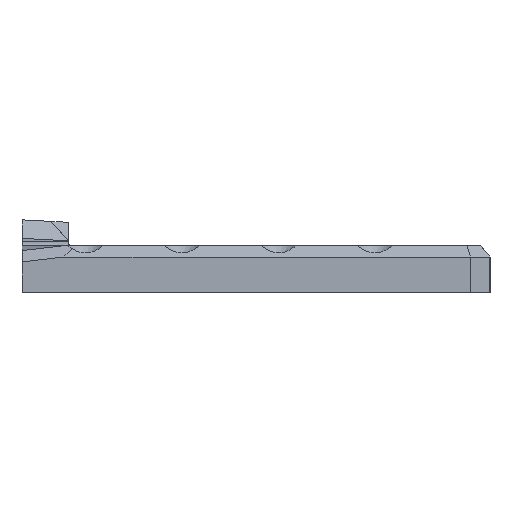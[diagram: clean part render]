
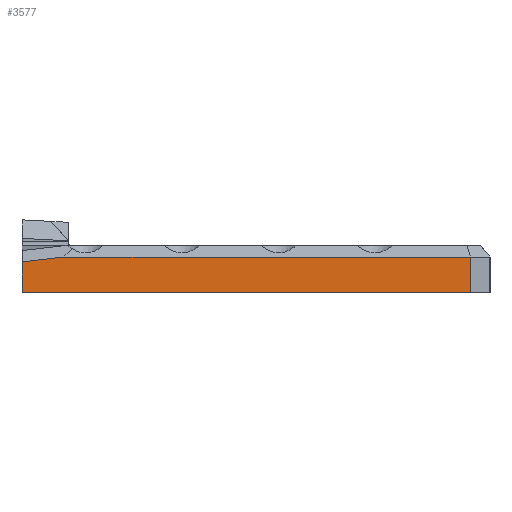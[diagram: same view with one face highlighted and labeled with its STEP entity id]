
A CAD part, front view. The second image highlights one B-rep face of the part: STEP entity #3577.
In plain terms, the highlighted planar face has unit normal (0, -1, 0).
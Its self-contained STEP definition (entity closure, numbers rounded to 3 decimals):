
#177 = DIRECTION ( 'NONE',  ( -1., 0., 0. ) ) ;
#287 = DIRECTION ( 'NONE',  ( 1., 0., 0. ) ) ;
#341 = VERTEX_POINT ( 'NONE', #3968 ) ;
#485 = VECTOR ( 'NONE', #2258, 1000. ) ;
#556 = CARTESIAN_POINT ( 'NONE',  ( 15.743, -93.227, 205.468 ) ) ;
#655 = CARTESIAN_POINT ( 'NONE',  ( 29.871, -93.227, 202.568 ) ) ;
#759 = LINE ( 'NONE', #5659, #6141 ) ;
#949 = VERTEX_POINT ( 'NONE', #4323 ) ;
#1458 = DIRECTION ( 'NONE',  ( 0., 1., 0. ) ) ;
#1565 = EDGE_CURVE ( 'NONE', #2814, #4708, #3630, .T. ) ;
#1945 = DIRECTION ( 'NONE',  ( -1., 0., 0. ) ) ;
#2129 = LINE ( 'NONE', #6048, #4486 ) ;
#2258 = DIRECTION ( 'NONE',  ( -0.993, 0., -0.116 ) ) ;
#2458 = PLANE ( 'NONE',  #4907 ) ;
#2480 = DIRECTION ( 'NONE',  ( 0., 0., -1. ) ) ;
#2814 = VERTEX_POINT ( 'NONE', #3041 ) ;
#3041 = CARTESIAN_POINT ( 'NONE',  ( 131.993, -93.227, 202.568 ) ) ;
#3062 = LINE ( 'NONE', #5535, #5120 ) ;
#3291 = CARTESIAN_POINT ( 'NONE',  ( 16.222, -93.227, 201.358 ) ) ;
#3531 = ORIENTED_EDGE ( 'NONE', *, *, #5254, .T. ) ;
#3577 = ADVANCED_FACE ( 'NONE', ( #5854 ), #2458, .F. ) ;
#3630 = LINE ( 'NONE', #655, #6012 ) ;
#3708 = ORIENTED_EDGE ( 'NONE', *, *, #1565, .T. ) ;
#3968 = CARTESIAN_POINT ( 'NONE',  ( 15.743, -93.227, 193.468 ) ) ;
#4182 = DIRECTION ( 'NONE',  ( 0., 0., -1. ) ) ;
#4285 = EDGE_CURVE ( 'NONE', #949, #341, #3062, .T. ) ;
#4323 = CARTESIAN_POINT ( 'NONE',  ( 15.743, -93.227, 201.302 ) ) ;
#4388 = EDGE_CURVE ( 'NONE', #2814, #4803, #2129, .T. ) ;
#4413 = EDGE_CURVE ( 'NONE', #341, #4803, #759, .T. ) ;
#4486 = VECTOR ( 'NONE', #4182, 1000. ) ;
#4495 = LINE ( 'NONE', #3291, #485 ) ;
#4546 = CARTESIAN_POINT ( 'NONE',  ( 26.587, -93.227, 202.568 ) ) ;
#4708 = VERTEX_POINT ( 'NONE', #4546 ) ;
#4782 = ORIENTED_EDGE ( 'NONE', *, *, #4388, .F. ) ;
#4803 = VERTEX_POINT ( 'NONE', #6064 ) ;
#4907 = AXIS2_PLACEMENT_3D ( 'NONE', #556, #1458, #1945 ) ;
#5120 = VECTOR ( 'NONE', #2480, 1000. ) ;
#5254 = EDGE_CURVE ( 'NONE', #4708, #949, #4495, .T. ) ;
#5424 = EDGE_LOOP ( 'NONE', ( #3708, #3531, #6347, #6010, #4782 ) ) ;
#5535 = CARTESIAN_POINT ( 'NONE',  ( 15.743, -93.227, 205.468 ) ) ;
#5659 = CARTESIAN_POINT ( 'NONE',  ( 15.743, -93.227, 193.468 ) ) ;
#5854 = FACE_OUTER_BOUND ( 'NONE', #5424, .T. ) ;
#6010 = ORIENTED_EDGE ( 'NONE', *, *, #4413, .T. ) ;
#6012 = VECTOR ( 'NONE', #177, 1000. ) ;
#6048 = CARTESIAN_POINT ( 'NONE',  ( 131.993, -93.227, 205.468 ) ) ;
#6064 = CARTESIAN_POINT ( 'NONE',  ( 131.993, -93.227, 193.468 ) ) ;
#6141 = VECTOR ( 'NONE', #287, 1000. ) ;
#6347 = ORIENTED_EDGE ( 'NONE', *, *, #4285, .T. ) ;
